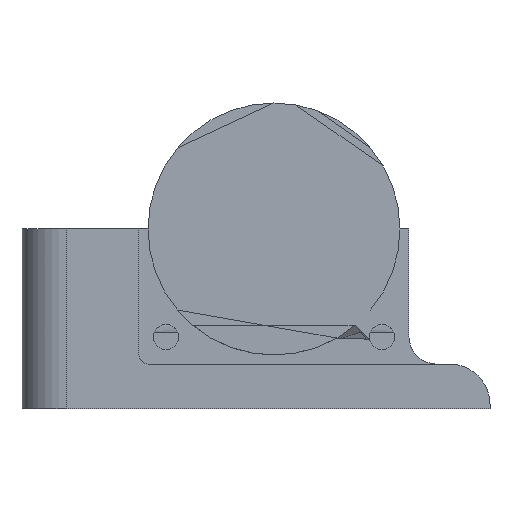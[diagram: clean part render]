
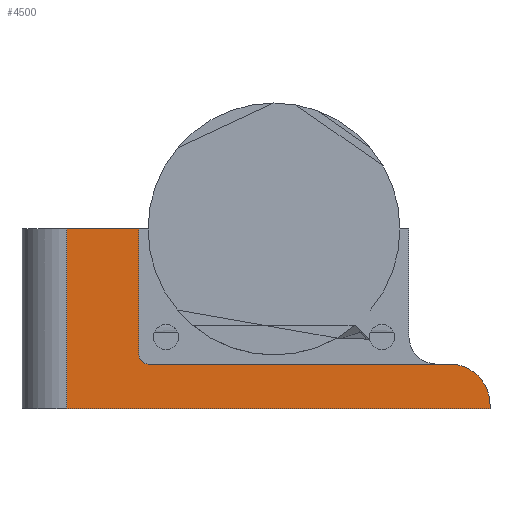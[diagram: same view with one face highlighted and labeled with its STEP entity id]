
A CAD part, left-side view. The second image highlights one B-rep face of the part: STEP entity #4500.
In plain terms, the highlighted planar face has unit normal (-1, 0, 0).
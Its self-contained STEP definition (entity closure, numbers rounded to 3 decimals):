
#216 = PLANE('',#217);
#217 = AXIS2_PLACEMENT_3D('',#218,#219,#220);
#218 = CARTESIAN_POINT('',(-6.234,13.266,5.));
#219 = DIRECTION('',(0.,0.,1.));
#220 = DIRECTION('',(1.,0.,0.));
#249 = CYLINDRICAL_SURFACE('',#250,4.5);
#250 = AXIS2_PLACEMENT_3D('',#251,#252,#253);
#251 = CARTESIAN_POINT('',(-19.,4.5,0.5));
#252 = DIRECTION('',(1.,0.,0.));
#253 = DIRECTION('',(0.,-1.,0.));
#277 = PLANE('',#278);
#278 = AXIS2_PLACEMENT_3D('',#279,#280,#281);
#279 = CARTESIAN_POINT('',(-19.,0.,0.));
#280 = DIRECTION('',(0.,1.,0.));
#281 = DIRECTION('',(0.,0.,1.));
#305 = PLANE('',#306);
#306 = AXIS2_PLACEMENT_3D('',#307,#308,#309);
#307 = CARTESIAN_POINT('',(-19.,0.,0.));
#308 = DIRECTION('',(0.,0.,1.));
#309 = DIRECTION('',(1.,0.,0.));
#801 = CYLINDRICAL_SURFACE('',#802,1.);
#802 = AXIS2_PLACEMENT_3D('',#803,#804,#805);
#803 = CARTESIAN_POINT('',(-19.,38.,6.));
#804 = DIRECTION('',(1.,0.,0.));
#805 = DIRECTION('',(-0.,1.,0.));
#829 = PLANE('',#830);
#830 = AXIS2_PLACEMENT_3D('',#831,#832,#833);
#831 = CARTESIAN_POINT('',(-23.,39.,5.));
#832 = DIRECTION('',(0.,1.,0.));
#833 = DIRECTION('',(0.,0.,1.));
#856 = PLANE('',#857);
#857 = AXIS2_PLACEMENT_3D('',#858,#859,#860);
#858 = CARTESIAN_POINT('',(-19.,9.,20.));
#859 = DIRECTION('',(0.,0.,1.));
#860 = DIRECTION('',(1.,0.,0.));
#1971 = EDGE_CURVE('',#1972,#1974,#1976,.T.);
#1972 = VERTEX_POINT('',#1973);
#1973 = CARTESIAN_POINT('',(-19.,4.5,5.));
#1974 = VERTEX_POINT('',#1975);
#1975 = CARTESIAN_POINT('',(-19.,38.,5.));
#1976 = SURFACE_CURVE('',#1977,(#1981,#1988),.PCURVE_S1.);
#1977 = LINE('',#1978,#1979);
#1978 = CARTESIAN_POINT('',(-19.,0.,5.));
#1979 = VECTOR('',#1980,1.);
#1980 = DIRECTION('',(0.,1.,0.));
#1981 = PCURVE('',#216,#1982);
#1982 = DEFINITIONAL_REPRESENTATION('',(#1983),#1987);
#1983 = LINE('',#1984,#1985);
#1984 = CARTESIAN_POINT('',(-12.766,-13.266));
#1985 = VECTOR('',#1986,1.);
#1986 = DIRECTION('',(0.,1.));
#1987 = ( GEOMETRIC_REPRESENTATION_CONTEXT(2) 
PARAMETRIC_REPRESENTATION_CONTEXT() REPRESENTATION_CONTEXT('2D SPACE',''
  ) );
#1988 = PCURVE('',#1989,#1994);
#1989 = PLANE('',#1990);
#1990 = AXIS2_PLACEMENT_3D('',#1991,#1992,#1993);
#1991 = CARTESIAN_POINT('',(-19.,26.938,9.063));
#1992 = DIRECTION('',(-1.,-0.,-0.));
#1993 = DIRECTION('',(0.,0.,-1.));
#1994 = DEFINITIONAL_REPRESENTATION('',(#1995),#1999);
#1995 = LINE('',#1996,#1997);
#1996 = CARTESIAN_POINT('',(4.063,26.938));
#1997 = VECTOR('',#1998,1.);
#1998 = DIRECTION('',(0.,-1.));
#1999 = ( GEOMETRIC_REPRESENTATION_CONTEXT(2) 
PARAMETRIC_REPRESENTATION_CONTEXT() REPRESENTATION_CONTEXT('2D SPACE',''
  ) );
#2050 = EDGE_CURVE('',#2051,#1972,#2053,.T.);
#2051 = VERTEX_POINT('',#2052);
#2052 = CARTESIAN_POINT('',(-19.,0.,0.5));
#2053 = SURFACE_CURVE('',#2054,(#2059,#2066),.PCURVE_S1.);
#2054 = CIRCLE('',#2055,4.5);
#2055 = AXIS2_PLACEMENT_3D('',#2056,#2057,#2058);
#2056 = CARTESIAN_POINT('',(-19.,4.5,0.5));
#2057 = DIRECTION('',(-1.,0.,-0.));
#2058 = DIRECTION('',(-0.,0.,1.));
#2059 = PCURVE('',#249,#2060);
#2060 = DEFINITIONAL_REPRESENTATION('',(#2061),#2065);
#2061 = LINE('',#2062,#2063);
#2062 = CARTESIAN_POINT('',(4.712,-0.));
#2063 = VECTOR('',#2064,1.);
#2064 = DIRECTION('',(-1.,0.));
#2065 = ( GEOMETRIC_REPRESENTATION_CONTEXT(2) 
PARAMETRIC_REPRESENTATION_CONTEXT() REPRESENTATION_CONTEXT('2D SPACE',''
  ) );
#2066 = PCURVE('',#1989,#2067);
#2067 = DEFINITIONAL_REPRESENTATION('',(#2068),#2072);
#2068 = CIRCLE('',#2069,4.5);
#2069 = AXIS2_PLACEMENT_2D('',#2070,#2071);
#2070 = CARTESIAN_POINT('',(8.563,22.438));
#2071 = DIRECTION('',(-1.,0.));
#2072 = ( GEOMETRIC_REPRESENTATION_CONTEXT(2) 
PARAMETRIC_REPRESENTATION_CONTEXT() REPRESENTATION_CONTEXT('2D SPACE',''
  ) );
#2102 = VERTEX_POINT('',#2103);
#2103 = CARTESIAN_POINT('',(-19.,0.,0.));
#2124 = EDGE_CURVE('',#2102,#2051,#2125,.T.);
#2125 = SURFACE_CURVE('',#2126,(#2130,#2137),.PCURVE_S1.);
#2126 = LINE('',#2127,#2128);
#2127 = CARTESIAN_POINT('',(-19.,0.,0.));
#2128 = VECTOR('',#2129,1.);
#2129 = DIRECTION('',(0.,0.,1.));
#2130 = PCURVE('',#277,#2131);
#2131 = DEFINITIONAL_REPRESENTATION('',(#2132),#2136);
#2132 = LINE('',#2133,#2134);
#2133 = CARTESIAN_POINT('',(0.,0.));
#2134 = VECTOR('',#2135,1.);
#2135 = DIRECTION('',(1.,0.));
#2136 = ( GEOMETRIC_REPRESENTATION_CONTEXT(2) 
PARAMETRIC_REPRESENTATION_CONTEXT() REPRESENTATION_CONTEXT('2D SPACE',''
  ) );
#2137 = PCURVE('',#1989,#2138);
#2138 = DEFINITIONAL_REPRESENTATION('',(#2139),#2143);
#2139 = LINE('',#2140,#2141);
#2140 = CARTESIAN_POINT('',(9.063,26.938));
#2141 = VECTOR('',#2142,1.);
#2142 = DIRECTION('',(-1.,0.));
#2143 = ( GEOMETRIC_REPRESENTATION_CONTEXT(2) 
PARAMETRIC_REPRESENTATION_CONTEXT() REPRESENTATION_CONTEXT('2D SPACE',''
  ) );
#2149 = EDGE_CURVE('',#2102,#2150,#2152,.T.);
#2150 = VERTEX_POINT('',#2151);
#2151 = CARTESIAN_POINT('',(-19.,47.,0.));
#2152 = SURFACE_CURVE('',#2153,(#2157,#2164),.PCURVE_S1.);
#2153 = LINE('',#2154,#2155);
#2154 = CARTESIAN_POINT('',(-19.,0.,0.));
#2155 = VECTOR('',#2156,1.);
#2156 = DIRECTION('',(0.,1.,0.));
#2157 = PCURVE('',#305,#2158);
#2158 = DEFINITIONAL_REPRESENTATION('',(#2159),#2163);
#2159 = LINE('',#2160,#2161);
#2160 = CARTESIAN_POINT('',(0.,0.));
#2161 = VECTOR('',#2162,1.);
#2162 = DIRECTION('',(0.,1.));
#2163 = ( GEOMETRIC_REPRESENTATION_CONTEXT(2) 
PARAMETRIC_REPRESENTATION_CONTEXT() REPRESENTATION_CONTEXT('2D SPACE',''
  ) );
#2164 = PCURVE('',#1989,#2165);
#2165 = DEFINITIONAL_REPRESENTATION('',(#2166),#2170);
#2166 = LINE('',#2167,#2168);
#2167 = CARTESIAN_POINT('',(9.063,26.938));
#2168 = VECTOR('',#2169,1.);
#2169 = DIRECTION('',(0.,-1.));
#2170 = ( GEOMETRIC_REPRESENTATION_CONTEXT(2) 
PARAMETRIC_REPRESENTATION_CONTEXT() REPRESENTATION_CONTEXT('2D SPACE',''
  ) );
#2245 = CYLINDRICAL_SURFACE('',#2246,5.);
#2246 = AXIS2_PLACEMENT_3D('',#2247,#2248,#2249);
#2247 = CARTESIAN_POINT('',(-14.,47.,0.));
#2248 = DIRECTION('',(0.,0.,1.));
#2249 = DIRECTION('',(-1.,0.,0.));
#3583 = EDGE_CURVE('',#3584,#1974,#3586,.T.);
#3584 = VERTEX_POINT('',#3585);
#3585 = CARTESIAN_POINT('',(-19.,39.,6.));
#3586 = SURFACE_CURVE('',#3587,(#3592,#3599),.PCURVE_S1.);
#3587 = CIRCLE('',#3588,1.);
#3588 = AXIS2_PLACEMENT_3D('',#3589,#3590,#3591);
#3589 = CARTESIAN_POINT('',(-19.,38.,6.));
#3590 = DIRECTION('',(-1.,0.,-0.));
#3591 = DIRECTION('',(-0.,0.,1.));
#3592 = PCURVE('',#801,#3593);
#3593 = DEFINITIONAL_REPRESENTATION('',(#3594),#3598);
#3594 = LINE('',#3595,#3596);
#3595 = CARTESIAN_POINT('',(1.571,-0.));
#3596 = VECTOR('',#3597,1.);
#3597 = DIRECTION('',(-1.,0.));
#3598 = ( GEOMETRIC_REPRESENTATION_CONTEXT(2) 
PARAMETRIC_REPRESENTATION_CONTEXT() REPRESENTATION_CONTEXT('2D SPACE',''
  ) );
#3599 = PCURVE('',#1989,#3600);
#3600 = DEFINITIONAL_REPRESENTATION('',(#3601),#3605);
#3601 = CIRCLE('',#3602,1.);
#3602 = AXIS2_PLACEMENT_2D('',#3603,#3604);
#3603 = CARTESIAN_POINT('',(3.063,-11.063));
#3604 = DIRECTION('',(-1.,0.));
#3605 = ( GEOMETRIC_REPRESENTATION_CONTEXT(2) 
PARAMETRIC_REPRESENTATION_CONTEXT() REPRESENTATION_CONTEXT('2D SPACE',''
  ) );
#3635 = EDGE_CURVE('',#3636,#3584,#3638,.T.);
#3636 = VERTEX_POINT('',#3637);
#3637 = CARTESIAN_POINT('',(-19.,39.,20.));
#3638 = SURFACE_CURVE('',#3639,(#3643,#3649),.PCURVE_S1.);
#3639 = LINE('',#3640,#3641);
#3640 = CARTESIAN_POINT('',(-19.,39.,7.031));
#3641 = VECTOR('',#3642,1.);
#3642 = DIRECTION('',(0.,0.,-1.));
#3643 = PCURVE('',#829,#3644);
#3644 = DEFINITIONAL_REPRESENTATION('',(#3645),#3648);
#3645 = B_SPLINE_CURVE_WITH_KNOTS('',1,(#3646,#3647),.UNSPECIFIED.,.F.,
  .F.,(2,2),(-12.969,2.031),.PIECEWISE_BEZIER_KNOTS.);
#3646 = CARTESIAN_POINT('',(15.,4.));
#3647 = CARTESIAN_POINT('',(0.,4.));
#3648 = ( GEOMETRIC_REPRESENTATION_CONTEXT(2) 
PARAMETRIC_REPRESENTATION_CONTEXT() REPRESENTATION_CONTEXT('2D SPACE',''
  ) );
#3649 = PCURVE('',#1989,#3650);
#3650 = DEFINITIONAL_REPRESENTATION('',(#3651),#3654);
#3651 = B_SPLINE_CURVE_WITH_KNOTS('',1,(#3652,#3653),.UNSPECIFIED.,.F.,
  .F.,(2,2),(-12.969,2.031),.PIECEWISE_BEZIER_KNOTS.);
#3652 = CARTESIAN_POINT('',(-10.938,-12.063));
#3653 = CARTESIAN_POINT('',(4.063,-12.063));
#3654 = ( GEOMETRIC_REPRESENTATION_CONTEXT(2) 
PARAMETRIC_REPRESENTATION_CONTEXT() REPRESENTATION_CONTEXT('2D SPACE',''
  ) );
#3795 = EDGE_CURVE('',#3636,#3796,#3798,.T.);
#3796 = VERTEX_POINT('',#3797);
#3797 = CARTESIAN_POINT('',(-19.,47.,20.));
#3798 = SURFACE_CURVE('',#3799,(#3803,#3810),.PCURVE_S1.);
#3799 = LINE('',#3800,#3801);
#3800 = CARTESIAN_POINT('',(-19.,9.,20.));
#3801 = VECTOR('',#3802,1.);
#3802 = DIRECTION('',(0.,1.,0.));
#3803 = PCURVE('',#856,#3804);
#3804 = DEFINITIONAL_REPRESENTATION('',(#3805),#3809);
#3805 = LINE('',#3806,#3807);
#3806 = CARTESIAN_POINT('',(0.,0.));
#3807 = VECTOR('',#3808,1.);
#3808 = DIRECTION('',(0.,1.));
#3809 = ( GEOMETRIC_REPRESENTATION_CONTEXT(2) 
PARAMETRIC_REPRESENTATION_CONTEXT() REPRESENTATION_CONTEXT('2D SPACE',''
  ) );
#3810 = PCURVE('',#1989,#3811);
#3811 = DEFINITIONAL_REPRESENTATION('',(#3812),#3816);
#3812 = LINE('',#3813,#3814);
#3813 = CARTESIAN_POINT('',(-10.938,17.938));
#3814 = VECTOR('',#3815,1.);
#3815 = DIRECTION('',(0.,-1.));
#3816 = ( GEOMETRIC_REPRESENTATION_CONTEXT(2) 
PARAMETRIC_REPRESENTATION_CONTEXT() REPRESENTATION_CONTEXT('2D SPACE',''
  ) );
#4500 = ADVANCED_FACE('',(#4501),#1989,.T.);
#4501 = FACE_BOUND('',#4502,.T.);
#4502 = EDGE_LOOP('',(#4503,#4504,#4505,#4506,#4507,#4508,#4509,#4530));
#4503 = ORIENTED_EDGE('',*,*,#2124,.T.);
#4504 = ORIENTED_EDGE('',*,*,#2050,.T.);
#4505 = ORIENTED_EDGE('',*,*,#1971,.T.);
#4506 = ORIENTED_EDGE('',*,*,#3583,.F.);
#4507 = ORIENTED_EDGE('',*,*,#3635,.F.);
#4508 = ORIENTED_EDGE('',*,*,#3795,.T.);
#4509 = ORIENTED_EDGE('',*,*,#4510,.F.);
#4510 = EDGE_CURVE('',#2150,#3796,#4511,.T.);
#4511 = SURFACE_CURVE('',#4512,(#4516,#4523),.PCURVE_S1.);
#4512 = LINE('',#4513,#4514);
#4513 = CARTESIAN_POINT('',(-19.,47.,0.));
#4514 = VECTOR('',#4515,1.);
#4515 = DIRECTION('',(0.,0.,1.));
#4516 = PCURVE('',#1989,#4517);
#4517 = DEFINITIONAL_REPRESENTATION('',(#4518),#4522);
#4518 = LINE('',#4519,#4520);
#4519 = CARTESIAN_POINT('',(9.063,-20.063));
#4520 = VECTOR('',#4521,1.);
#4521 = DIRECTION('',(-1.,0.));
#4522 = ( GEOMETRIC_REPRESENTATION_CONTEXT(2) 
PARAMETRIC_REPRESENTATION_CONTEXT() REPRESENTATION_CONTEXT('2D SPACE',''
  ) );
#4523 = PCURVE('',#2245,#4524);
#4524 = DEFINITIONAL_REPRESENTATION('',(#4525),#4529);
#4525 = LINE('',#4526,#4527);
#4526 = CARTESIAN_POINT('',(-0.,0.));
#4527 = VECTOR('',#4528,1.);
#4528 = DIRECTION('',(-0.,1.));
#4529 = ( GEOMETRIC_REPRESENTATION_CONTEXT(2) 
PARAMETRIC_REPRESENTATION_CONTEXT() REPRESENTATION_CONTEXT('2D SPACE',''
  ) );
#4530 = ORIENTED_EDGE('',*,*,#2149,.F.);
